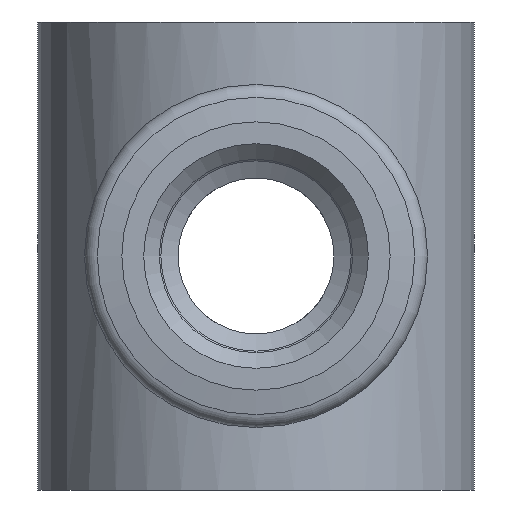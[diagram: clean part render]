
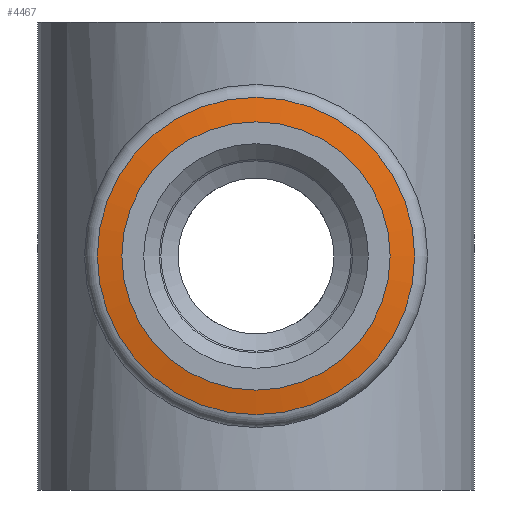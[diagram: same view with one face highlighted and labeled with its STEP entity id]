
A CAD part, left-side view. The second image highlights one B-rep face of the part: STEP entity #4467.
In plain terms, the highlighted conical face has half-angle 80 degrees and reference radius 5.087 mm.
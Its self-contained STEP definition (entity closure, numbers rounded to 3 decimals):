
#674=CONICAL_SURFACE('',#4334,5.087,80.);
#709=ORIENTED_EDGE('',*,*,#938,.T.);
#710=ORIENTED_EDGE('',*,*,#937,.F.);
#821=CIRCLE('',#4333,4.3);
#822=CIRCLE('',#4335,5.087);
#877=VERTEX_POINT('',#1493);
#878=VERTEX_POINT('',#1496);
#937=EDGE_CURVE('',#877,#877,#821,.T.);
#938=EDGE_CURVE('',#878,#878,#822,.T.);
#1005=EDGE_LOOP('',(#709));
#1006=EDGE_LOOP('',(#710));
#1125=FACE_BOUND('',#1005,.T.);
#1126=FACE_BOUND('',#1006,.T.);
#1261=DIRECTION('',(0.,1.,0.));
#1262=DIRECTION('',(4.3,0.,0.));
#1263=DIRECTION('',(0.,-1.,0.));
#1264=DIRECTION('',(1.,0.,0.));
#1265=DIRECTION('',(0.,1.,0.));
#1266=DIRECTION('',(5.087,0.,0.));
#1493=CARTESIAN_POINT('',(128.352,29.055,0.));
#1494=CARTESIAN_POINT('',(124.052,29.055,0.));
#1495=CARTESIAN_POINT('',(124.052,28.917,0.));
#1496=CARTESIAN_POINT('',(129.138,28.917,0.));
#1497=CARTESIAN_POINT('',(124.052,28.917,0.));
#4333=AXIS2_PLACEMENT_3D('',#1494,#1261,#1262);
#4334=AXIS2_PLACEMENT_3D('',#1495,#1263,#1264);
#4335=AXIS2_PLACEMENT_3D('',#1497,#1265,#1266);
#4467=ADVANCED_FACE('',(#1125,#1126),#674,.T.);
